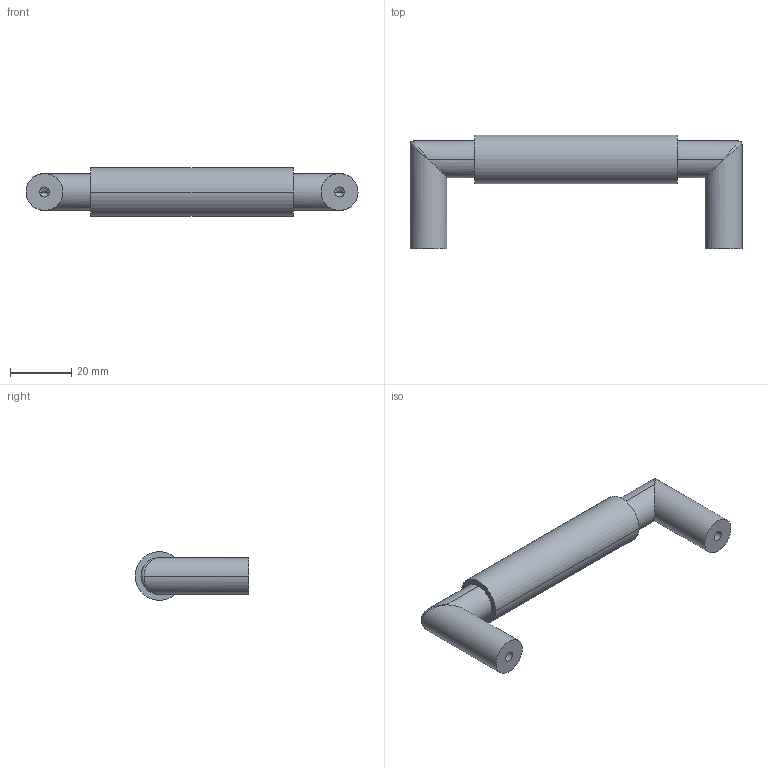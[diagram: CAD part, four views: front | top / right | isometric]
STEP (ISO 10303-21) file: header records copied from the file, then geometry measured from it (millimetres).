
FILE_DESCRIPTION(('Creo Elements/Direct Modeling STEP Export'),'2;1');
FILE_NAME('2161-108.stp','2019-01-10T13:44:31',(''),(''),'Creo Elements/Direct Modeling STEP processor for AP214 (Solid Model)','Creo Elements/Direct Modeling 20.0 12-Nov-2016 (C) Parametric Technology GmbH','');
FILE_SCHEMA(('AUTOMOTIVE_DESIGN { 1 0 10303 214 1 1 1 1 }'));
Length unit declared in the file: millimetre
Products named in the file (1): 2161-108
Bounding box: 108 x 37 x 15.8 mm (x, y, z)
Volume: 22736 mm3; surface area: 7195.7 mm2
Topology: 1 solids, 1 shells, 30 faces, 70 edges, 40 vertices
Faces by surface type: cylinder 18, plane 6, cone 4, bspline 2
Entity records: 2110 total; most frequent: CARTESIAN_POINT 1475, ORIENTED_EDGE 124, DIRECTION 112, EDGE_CURVE 62, AXIS2_PLACEMENT_3D 45, VERTEX_POINT 40, EDGE_LOOP 36, FACE_OUTER_BOUND 30
